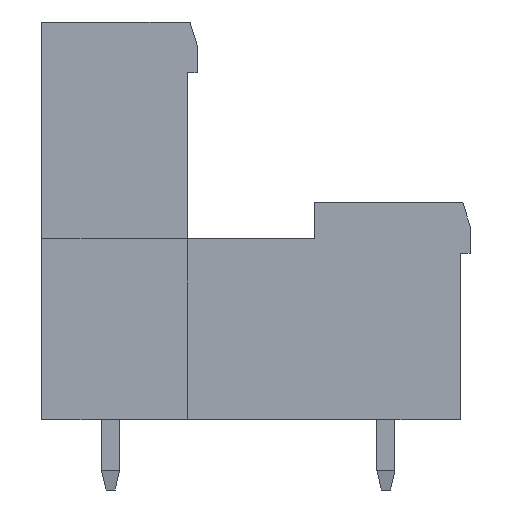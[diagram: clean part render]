
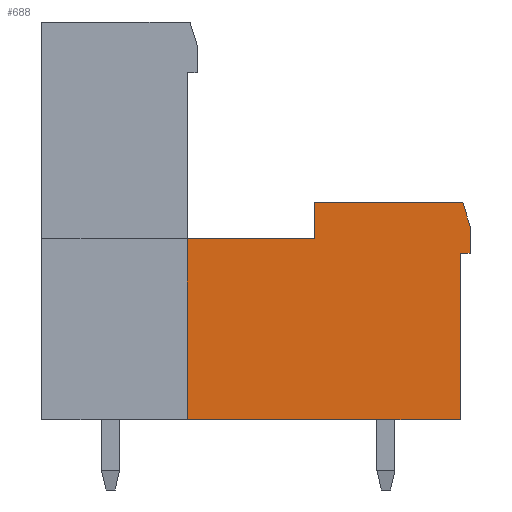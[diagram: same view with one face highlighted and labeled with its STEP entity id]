
A CAD part, left-side view. The second image highlights one B-rep face of the part: STEP entity #688.
In plain terms, the highlighted planar face has unit normal (-1, 0, 0).
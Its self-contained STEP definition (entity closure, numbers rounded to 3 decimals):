
#688 = ADVANCED_FACE( '', ( #1453 ), #1454, .F. );
#1453 = FACE_OUTER_BOUND( '', #2313, .T. );
#1454 = PLANE( '', #2314 );
#2313 = EDGE_LOOP( '', ( #4150, #4151, #4152, #4153, #4154, #4155, #4156, #4157, #4158 ) );
#2314 = AXIS2_PLACEMENT_3D( '', #4159, #4160, #4161 );
#4150 = ORIENTED_EDGE( '', *, *, #5662, .F. );
#4151 = ORIENTED_EDGE( '', *, *, #6096, .T. );
#4152 = ORIENTED_EDGE( '', *, *, #6087, .F. );
#4153 = ORIENTED_EDGE( '', *, *, #6097, .F. );
#4154 = ORIENTED_EDGE( '', *, *, #6098, .F. );
#4155 = ORIENTED_EDGE( '', *, *, #6099, .F. );
#4156 = ORIENTED_EDGE( '', *, *, #5611, .T. );
#4157 = ORIENTED_EDGE( '', *, *, #5895, .T. );
#4158 = ORIENTED_EDGE( '', *, *, #5525, .T. );
#4159 = CARTESIAN_POINT( '', ( -6.08, -4.3, 1. ) );
#4160 = DIRECTION( '', ( 1., 0., 0. ) );
#4161 = DIRECTION( '', ( 0., 0., -1. ) );
#5525 = EDGE_CURVE( '', #6726, #6723, #6727, .T. );
#5611 = EDGE_CURVE( '', #6874, #6872, #6875, .T. );
#5662 = EDGE_CURVE( '', #6960, #6723, #6962, .T. );
#5895 = EDGE_CURVE( '', #6872, #6726, #7322, .T. );
#6087 = EDGE_CURVE( '', #7588, #7590, #7591, .T. );
#6096 = EDGE_CURVE( '', #6960, #7590, #7602, .T. );
#6097 = EDGE_CURVE( '', #7603, #7588, #7604, .T. );
#6098 = EDGE_CURVE( '', #7605, #7603, #7606, .T. );
#6099 = EDGE_CURVE( '', #6874, #7605, #7607, .T. );
#6723 = VERTEX_POINT( '', #8414 );
#6726 = VERTEX_POINT( '', #8418 );
#6727 = LINE( '', #8419, #8420 );
#6872 = VERTEX_POINT( '', #8630 );
#6874 = VERTEX_POINT( '', #8633 );
#6875 = LINE( '', #8634, #8635 );
#6960 = VERTEX_POINT( '', #8761 );
#6962 = LINE( '', #8764, #8765 );
#7322 = LINE( '', #9290, #9291 );
#7588 = VERTEX_POINT( '', #9689 );
#7590 = VERTEX_POINT( '', #9692 );
#7591 = LINE( '', #9693, #9694 );
#7602 = LINE( '', #9709, #9710 );
#7603 = VERTEX_POINT( '', #9711 );
#7604 = LINE( '', #9712, #9713 );
#7605 = VERTEX_POINT( '', #9714 );
#7606 = LINE( '', #9715, #9716 );
#7607 = LINE( '', #9717, #9718 );
#8414 = CARTESIAN_POINT( '', ( -6.08, -19.4, -1.8 ) );
#8418 = CARTESIAN_POINT( '', ( -6.08, -18.85, -1.8 ) );
#8419 = CARTESIAN_POINT( '', ( -6.08, -18.85, -1.8 ) );
#8420 = VECTOR( '', #10388, 1000. );
#8630 = CARTESIAN_POINT( '', ( -6.08, -18.85, -11. ) );
#8633 = CARTESIAN_POINT( '', ( -6.08, -3.75, -11. ) );
#8634 = CARTESIAN_POINT( '', ( -6.08, -4.3, -11. ) );
#8635 = VECTOR( '', #10473, 1000. );
#8761 = CARTESIAN_POINT( '', ( -6.08, -19.4, -0.3 ) );
#8764 = CARTESIAN_POINT( '', ( -6.08, -19.4, 1. ) );
#8765 = VECTOR( '', #10528, 1000. );
#9290 = CARTESIAN_POINT( '', ( -6.08, -18.85, -11. ) );
#9291 = VECTOR( '', #10745, 1000. );
#9689 = CARTESIAN_POINT( '', ( -6.08, -10.8, 1. ) );
#9692 = CARTESIAN_POINT( '', ( -6.08, -19., 1. ) );
#9693 = CARTESIAN_POINT( '', ( -6.08, -4.3, 1. ) );
#9694 = VECTOR( '', #10906, 1000. );
#9709 = CARTESIAN_POINT( '', ( -6.08, -19., 1. ) );
#9710 = VECTOR( '', #10917, 1000. );
#9711 = CARTESIAN_POINT( '', ( -6.08, -10.8, -1. ) );
#9712 = CARTESIAN_POINT( '', ( -6.08, -10.8, 1. ) );
#9713 = VECTOR( '', #10918, 1000. );
#9714 = CARTESIAN_POINT( '', ( -6.08, -3.75, -1. ) );
#9715 = CARTESIAN_POINT( '', ( -6.08, -4.3, -1. ) );
#9716 = VECTOR( '', #10919, 1000. );
#9717 = CARTESIAN_POINT( '', ( -6.08, -3.75, -38.907 ) );
#9718 = VECTOR( '', #10920, 1000. );
#10388 = DIRECTION( '', ( 0., -1., 0. ) );
#10473 = DIRECTION( '', ( 0., -1., 0. ) );
#10528 = DIRECTION( '', ( 0., 0., -1. ) );
#10745 = DIRECTION( '', ( 0., 0., 1. ) );
#10906 = DIRECTION( '', ( 0., -1., 0. ) );
#10917 = DIRECTION( '', ( 0., 0.294, 0.956 ) );
#10918 = DIRECTION( '', ( 0., 0., 1. ) );
#10919 = DIRECTION( '', ( 0., -1., 0. ) );
#10920 = DIRECTION( '', ( 0., 0., 1. ) );
